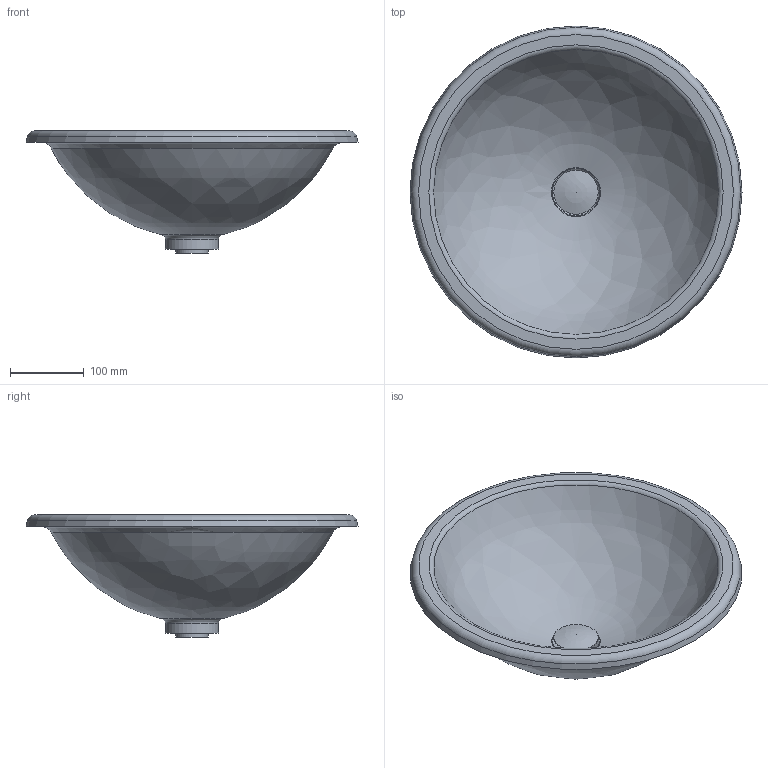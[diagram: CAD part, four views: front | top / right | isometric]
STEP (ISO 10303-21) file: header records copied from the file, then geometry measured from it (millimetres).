
FILE_DESCRIPTION((''),'2;1');
FILE_NAME('031845.stp','2008-01-16T12:37:42',('Huebner'),(''),'Autodesk Inventor 11','Autodesk Inventor 11','');
FILE_SCHEMA(('AUTOMOTIVE_DESIGN { 1 0 10303 214 1 1 1 1 }'));
Length unit declared in the file: millimetre
Products named in the file (4): 31845; Stopfen; Kelch
Assembly tree (3 placements, depth 2):
  31845
    31845
    Stopfen
    Kelch
Bounding box: 450 x 450 x 165.37 mm (x, y, z)
Volume: 2443868.4 mm3; surface area: 458712.1 mm2
Topology: 3 solids, 3 shells, 45 faces, 104 edges, 66 vertices
Faces by surface type: plane 15, cylinder 13, torus 8, bspline 5, cone 4
Full cylindrical faces by diameter (mm): 42 x1, 44 x1, 52 x1, 60 x1, 72 x1
Entity records: 1669 total; most frequent: CARTESIAN_POINT 628, DIRECTION 212, ORIENTED_EDGE 166, AXIS2_PLACEMENT_3D 90, EDGE_CURVE 83, EDGE_LOOP 68, VERTEX_POINT 63, FACE_OUTER_BOUND 45
